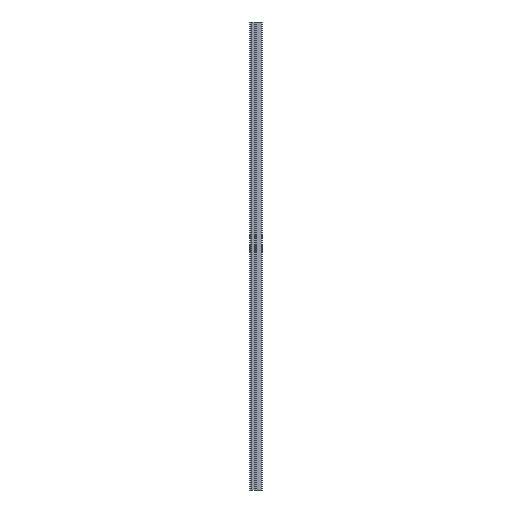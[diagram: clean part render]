
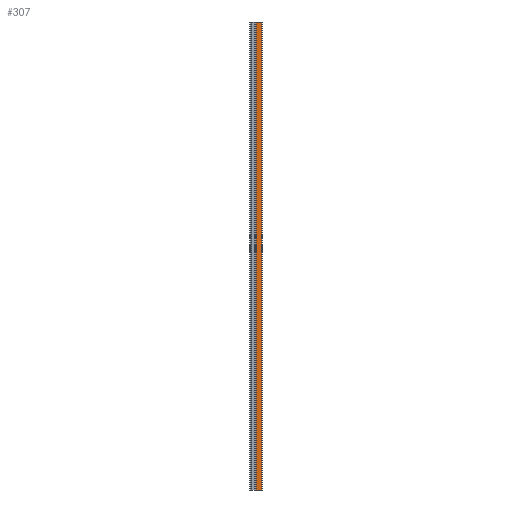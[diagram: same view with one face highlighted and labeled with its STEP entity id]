
A CAD part, left-side view. The second image highlights one B-rep face of the part: STEP entity #307.
In plain terms, the highlighted planar face has unit normal (-1, 0, 0).
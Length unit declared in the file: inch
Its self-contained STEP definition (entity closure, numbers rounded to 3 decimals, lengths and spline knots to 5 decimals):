
#307=ADVANCED_FACE('',(#613),#614,.T.);
#613=FACE_OUTER_BOUND('',#912,.T.);
#614=PLANE('',#913);
#912=EDGE_LOOP('',(#1842,#1843,#1844,#1845));
#913=AXIS2_PLACEMENT_3D('',#1846,#1847,#1848);
#1842=ORIENTED_EDGE('',*,*,#2196,.T.);
#1843=ORIENTED_EDGE('',*,*,#2107,.F.);
#1844=ORIENTED_EDGE('',*,*,#2045,.T.);
#1845=ORIENTED_EDGE('',*,*,#2192,.T.);
#1846=CARTESIAN_POINT('',(-0.8125,-0.8125,0.0));
#1847=DIRECTION('',(-1.0,0.0,0.0));
#1848=DIRECTION('',(0.0,-1.0,0.0));
#2045=EDGE_CURVE('',#2554,#2552,#2555,.T.);
#2107=EDGE_CURVE('',#2554,#2638,#2642,.T.);
#2192=EDGE_CURVE('',#2552,#2749,#2751,.T.);
#2196=EDGE_CURVE('',#2749,#2638,#2757,.T.);
#2552=VERTEX_POINT('',#3210);
#2554=VERTEX_POINT('',#3212);
#2555=LINE('',#3213,#3214);
#2638=VERTEX_POINT('',#3332);
#2642=LINE('',#3337,#3338);
#2749=VERTEX_POINT('',#3483);
#2751=LINE('',#3485,#3486);
#2757=LINE('',#3493,#3494);
#3210=CARTESIAN_POINT('',(-0.8125,-1.53375,0.0));
#3212=CARTESIAN_POINT('',(-0.8125,-0.09125,0.0));
#3213=CARTESIAN_POINT('',(-0.8125,-0.09125,0.0));
#3214=VECTOR('',#3840,1.0);
#3332=CARTESIAN_POINT('',(-0.8125,-0.09125,120.0));
#3337=CARTESIAN_POINT('',(-0.8125,-0.09125,0.0));
#3338=VECTOR('',#3898,1.0);
#3483=CARTESIAN_POINT('',(-0.8125,-1.53375,120.0));
#3485=CARTESIAN_POINT('',(-0.8125,-1.53375,0.0));
#3486=VECTOR('',#3982,1.0);
#3493=CARTESIAN_POINT('',(-0.8125,-0.09125,120.0));
#3494=VECTOR('',#3987,1.0);
#3840=DIRECTION('',(0.0,-1.0,0.0));
#3898=DIRECTION('',(0.0,0.0,1.0));
#3982=DIRECTION('',(0.0,0.0,1.0));
#3987=DIRECTION('',(0.0,1.0,0.0));
